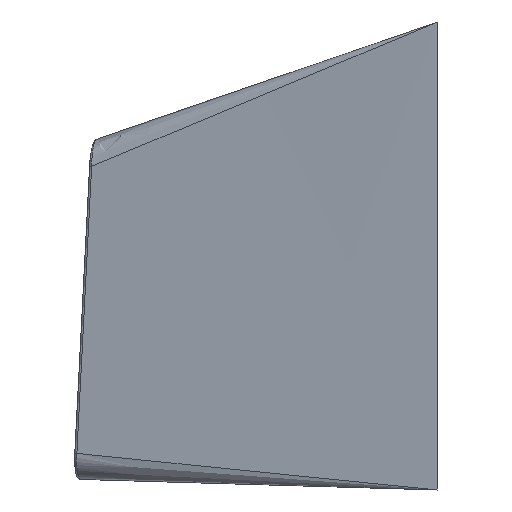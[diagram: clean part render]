
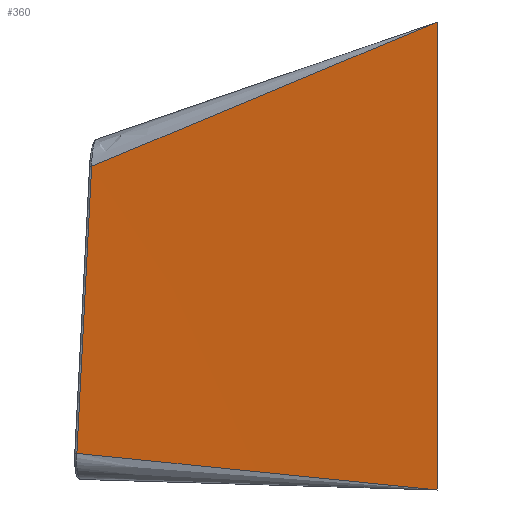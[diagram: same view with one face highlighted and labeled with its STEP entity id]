
A CAD part, left-side view. The second image highlights one B-rep face of the part: STEP entity #360.
In plain terms, the highlighted free-form (B-spline) face has degree [3, 1] with [6, 2] control points.
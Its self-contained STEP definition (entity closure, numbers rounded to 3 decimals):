
#35 = CARTESIAN_POINT ( 'NONE',  ( 1.326, 7.002, 0.708 ) ) ;
#37 = EDGE_CURVE ( 'NONE', #107, #249, #501, .T. ) ;
#39 = CARTESIAN_POINT ( 'NONE',  ( 2.65, 13.347, 13.404 ) ) ;
#41 = CARTESIAN_POINT ( 'NONE',  ( 1.323, 6.991, 0.707 ) ) ;
#80 = CARTESIAN_POINT ( 'NONE',  ( 2.65, 13.571, 9.075 ) ) ;
#107 = VERTEX_POINT ( 'NONE', #574 ) ;
#236 = CARTESIAN_POINT ( 'NONE',  ( 0., 0., 3. ) ) ;
#249 = VERTEX_POINT ( 'NONE', #665 ) ;
#275 = CARTESIAN_POINT ( 'NONE',  ( 2.222, 11.224, 13.313 ) ) ;
#293 = CARTESIAN_POINT ( 'NONE',  ( 2.63, 13.61, 6.378 ) ) ;
#303 = CARTESIAN_POINT ( 'NONE',  ( 1.777, 9.382, 0.95 ) ) ;
#360 = ADVANCED_FACE ( 'NONE', ( #1326 ), #790, .T. ) ;
#365 = EDGE_CURVE ( 'NONE', #107, #1557, #1060, .T. ) ;
#382 = CARTESIAN_POINT ( 'NONE',  ( 1.324, 6.679, 15.209 ) ) ;
#385 = CARTESIAN_POINT ( 'NONE',  ( 2.65, 13.795, 4.746 ) ) ;
#432 = EDGE_CURVE ( 'NONE', #1557, #943, #1079, .T. ) ;
#453 = CARTESIAN_POINT ( 'NONE',  ( 1.605, 8.475, 0.858 ) ) ;
#479 = CARTESIAN_POINT ( 'NONE',  ( 1.321, 6.663, 15.215 ) ) ;
#485 = CARTESIAN_POINT ( 'NONE',  ( 0., 0., 0. ) ) ;
#501 = LINE ( 'NONE', #566, #833 ) ;
#517 = CARTESIAN_POINT ( 'NONE',  ( 2.65, 13.459, 11.24 ) ) ;
#566 = CARTESIAN_POINT ( 'NONE',  ( 0., 0., 18. ) ) ;
#574 = CARTESIAN_POINT ( 'NONE',  ( 0., 0., 18. ) ) ;
#597 = CARTESIAN_POINT ( 'NONE',  ( 2.63, 13.421, 10.059 ) ) ;
#619 = CARTESIAN_POINT ( 'NONE',  ( 0.912, 4.819, 0.487 ) ) ;
#665 = CARTESIAN_POINT ( 'NONE',  ( 0., 0., 0. ) ) ;
#675 = CARTESIAN_POINT ( 'NONE',  ( 2.63, 13.297, 12.449 ) ) ;
#720 = CARTESIAN_POINT ( 'NONE',  ( 2.22, 11.709, 1.188 ) ) ;
#722 = ORIENTED_EDGE ( 'NONE', *, *, #1116, .T. ) ;
#740 = CARTESIAN_POINT ( 'NONE',  ( 2.631, 13.674, 5.136 ) ) ;
#744 = CARTESIAN_POINT ( 'NONE',  ( 1.363, 7.199, 0.728 ) ) ;
#755 = CARTESIAN_POINT ( 'NONE',  ( 2.631, 13.866, 1.409 ) ) ;
#760 = CARTESIAN_POINT ( 'NONE',  ( 2.63, 13.359, 11.254 ) ) ;
#785 = CARTESIAN_POINT ( 'NONE',  ( 0., 0., 6. ) ) ;
#790 = B_SPLINE_SURFACE_WITH_KNOTS ( 'NONE', 3, 1, ( 
 ( #1787, #1090 ),
 ( #236, #1247 ),
 ( #785, #385 ),
 ( #941, #80 ),
 ( #1085, #517 ),
 ( #1190, #39 ) ),
 .UNSPECIFIED., .F., .F., .F.,
 ( 4, 2, 4 ),
 ( 2, 2 ),
 ( 0., 0.5, 1. ),
 ( 0., 1. ),
 .UNSPECIFIED. ) ;
#823 = CARTESIAN_POINT ( 'NONE',  ( 0.472, 2.379, 17.005 ) ) ;
#833 = VECTOR ( 'NONE', #839, 1000. ) ;
#834 = CARTESIAN_POINT ( 'NONE',  ( 1.523, 7.684, 14.789 ) ) ;
#839 = DIRECTION ( 'NONE',  ( 0., 0., -1. ) ) ;
#896 = CARTESIAN_POINT ( 'NONE',  ( 1.339, 7.071, 0.715 ) ) ;
#910 = CARTESIAN_POINT ( 'NONE',  ( 2.631, 13.866, 1.409 ) ) ;
#924 = CARTESIAN_POINT ( 'NONE',  ( 1.33, 6.711, 15.195 ) ) ;
#941 = CARTESIAN_POINT ( 'NONE',  ( 0., 0., 12. ) ) ;
#943 = VERTEX_POINT ( 'NONE', #910 ) ;
#998 = ORIENTED_EDGE ( 'NONE', *, *, #37, .F. ) ;
#1013 = CARTESIAN_POINT ( 'NONE',  ( 1.89, 9.973, 1.011 ) ) ;
#1031 = CARTESIAN_POINT ( 'NONE',  ( 2.631, 13.802, 2.651 ) ) ;
#1056 = CARTESIAN_POINT ( 'NONE',  ( 2.63, 13.297, 12.449 ) ) ;
#1060 = B_SPLINE_CURVE_WITH_KNOTS ( 'NONE', 3,
 ( #1634, #823, #1330, #479, #382, #924, #1554, #1133, #1820, #1687, #834, #1140, #1285, #275, #1114, #675 ),
 .UNSPECIFIED., .F., .F.,
 ( 4, 2, 2, 2, 1, 1, 1, 1, 2, 4 ),
 ( 0., 0.496, 0.5, 0.504, 0.511, 0.527, 0.558, 0.62, 0.744, 0.992 ),
 .UNSPECIFIED. ) ;
#1079 = B_SPLINE_CURVE_WITH_KNOTS ( 'NONE', 3,
 ( #1056, #760, #597, #1598, #1153, #293, #740, #1298, #1031, #755 ),
 .UNSPECIFIED., .F., .F.,
 ( 4, 3, 3, 4 ),
 ( 0., 0.004, 0.007, 0.011 ),
 .UNSPECIFIED. ) ;
#1085 = CARTESIAN_POINT ( 'NONE',  ( 0., 0., 15. ) ) ;
#1090 = CARTESIAN_POINT ( 'NONE',  ( 2.65, 14.02, 0.416 ) ) ;
#1114 = CARTESIAN_POINT ( 'NONE',  ( 2.431, 12.285, 12.871 ) ) ;
#1116 = EDGE_CURVE ( 'NONE', #943, #249, #1733, .T. ) ;
#1133 = CARTESIAN_POINT ( 'NONE',  ( 1.346, 6.788, 15.163 ) ) ;
#1140 = CARTESIAN_POINT ( 'NONE',  ( 1.725, 8.708, 14.362 ) ) ;
#1153 = CARTESIAN_POINT ( 'NONE',  ( 2.63, 13.546, 7.621 ) ) ;
#1190 = CARTESIAN_POINT ( 'NONE',  ( 0., 0., 18. ) ) ;
#1203 = CARTESIAN_POINT ( 'NONE',  ( 2.63, 13.297, 12.449 ) ) ;
#1247 = CARTESIAN_POINT ( 'NONE',  ( 2.65, 13.907, 2.581 ) ) ;
#1285 = CARTESIAN_POINT ( 'NONE',  ( 1.893, 9.559, 14.007 ) ) ;
#1298 = CARTESIAN_POINT ( 'NONE',  ( 2.631, 13.738, 3.894 ) ) ;
#1315 = CARTESIAN_POINT ( 'NONE',  ( 1.518, 8.016, 0.811 ) ) ;
#1326 = FACE_OUTER_BOUND ( 'NONE', #1424, .T. ) ;
#1330 = CARTESIAN_POINT ( 'NONE',  ( 0.912, 4.595, 16.079 ) ) ;
#1387 = ORIENTED_EDGE ( 'NONE', *, *, #432, .T. ) ;
#1424 = EDGE_LOOP ( 'NONE', ( #1442, #1387, #722, #998 ) ) ;
#1438 = CARTESIAN_POINT ( 'NONE',  ( 2.43, 12.814, 1.301 ) ) ;
#1442 = ORIENTED_EDGE ( 'NONE', *, *, #365, .T. ) ;
#1451 = CARTESIAN_POINT ( 'NONE',  ( 1.415, 7.473, 0.756 ) ) ;
#1459 = CARTESIAN_POINT ( 'NONE',  ( 1.329, 7.022, 0.71 ) ) ;
#1474 = CARTESIAN_POINT ( 'NONE',  ( 0.471, 2.49, 0.251 ) ) ;
#1502 = CARTESIAN_POINT ( 'NONE',  ( 2.631, 13.866, 1.409 ) ) ;
#1554 = CARTESIAN_POINT ( 'NONE',  ( 1.334, 6.732, 15.186 ) ) ;
#1557 = VERTEX_POINT ( 'NONE', #1203 ) ;
#1598 = CARTESIAN_POINT ( 'NONE',  ( 2.63, 13.482, 8.863 ) ) ;
#1634 = CARTESIAN_POINT ( 'NONE',  ( 0., 0., 18. ) ) ;
#1687 = CARTESIAN_POINT ( 'NONE',  ( 1.42, 7.163, 15.006 ) ) ;
#1733 = B_SPLINE_CURVE_WITH_KNOTS ( 'NONE', 3,
 ( #1502, #1438, #720, #1013, #303, #453, #1315, #1451, #744, #896, #1459, #35, #41, #1744, #619, #1474, #485 ),
 .UNSPECIFIED., .F., .F.,
 ( 4, 2, 2, 1, 1, 1, 1, 2, 2, 1, 4 ),
 ( 0.008, 0.256, 0.38, 0.442, 0.473, 0.488, 0.496, 0.498, 0.5, 0.504, 1. ),
 .UNSPECIFIED. ) ;
#1744 = CARTESIAN_POINT ( 'NONE',  ( 1.319, 6.966, 0.705 ) ) ;
#1787 = CARTESIAN_POINT ( 'NONE',  ( 0., 0., 0. ) ) ;
#1820 = CARTESIAN_POINT ( 'NONE',  ( 1.368, 6.901, 15.116 ) ) ;
